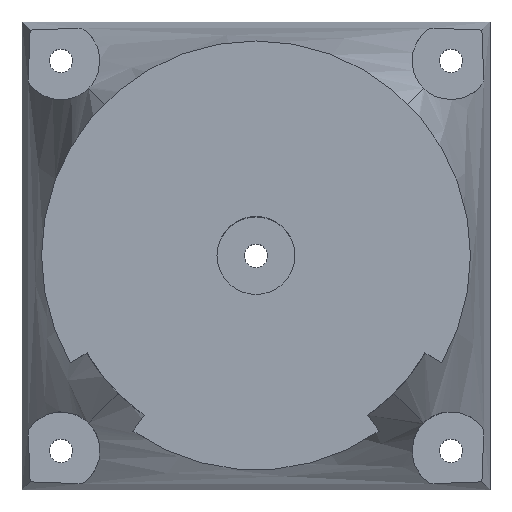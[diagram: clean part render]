
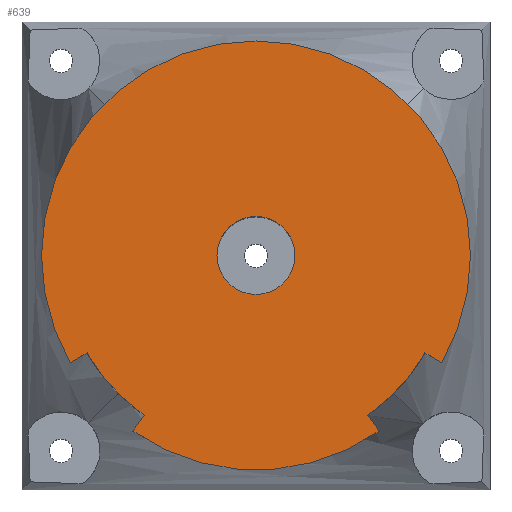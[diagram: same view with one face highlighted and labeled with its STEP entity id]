
A CAD part, top view. The second image highlights one B-rep face of the part: STEP entity #639.
In plain terms, the highlighted planar face has unit normal (0, 0, 1).
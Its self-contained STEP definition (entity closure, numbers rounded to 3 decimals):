
#17=FACE_BOUND('',#124,.T.);
#66=PLANE('',#694);
#86=FACE_OUTER_BOUND('',#123,.T.);
#123=EDGE_LOOP('',(#486,#487,#488,#489,#490,#491,#492,#493));
#124=EDGE_LOOP('',(#494));
#159=CIRCLE('',#679,50.);
#161=CIRCLE('',#692,50.);
#163=CIRCLE('',#695,55.);
#164=CIRCLE('',#696,55.);
#165=CIRCLE('',#697,10.);
#191=LINE('',#922,#233);
#196=LINE('',#936,#238);
#202=LINE('',#981,#244);
#206=LINE('',#990,#248);
#233=VECTOR('',#753,10.);
#238=VECTOR('',#762,10.);
#244=VECTOR('',#778,10.);
#248=VECTOR('',#784,10.);
#274=VERTEX_POINT('',#913);
#275=VERTEX_POINT('',#915);
#277=VERTEX_POINT('',#921);
#280=VERTEX_POINT('',#934);
#290=VERTEX_POINT('',#978);
#291=VERTEX_POINT('',#980);
#294=VERTEX_POINT('',#987);
#295=VERTEX_POINT('',#989);
#305=VERTEX_POINT('',#1082);
#334=EDGE_CURVE('',#275,#274,#159,.T.);
#337=EDGE_CURVE('',#277,#275,#191,.T.);
#343=EDGE_CURVE('',#274,#280,#196,.T.);
#355=EDGE_CURVE('',#291,#290,#202,.T.);
#359=EDGE_CURVE('',#295,#294,#206,.T.);
#365=EDGE_CURVE('',#294,#291,#161,.T.);
#376=EDGE_CURVE('',#280,#295,#163,.T.);
#377=EDGE_CURVE('',#290,#277,#164,.T.);
#378=EDGE_CURVE('',#305,#305,#165,.T.);
#486=ORIENTED_EDGE('',*,*,#337,.T.);
#487=ORIENTED_EDGE('',*,*,#334,.T.);
#488=ORIENTED_EDGE('',*,*,#343,.T.);
#489=ORIENTED_EDGE('',*,*,#376,.T.);
#490=ORIENTED_EDGE('',*,*,#359,.T.);
#491=ORIENTED_EDGE('',*,*,#365,.T.);
#492=ORIENTED_EDGE('',*,*,#355,.T.);
#493=ORIENTED_EDGE('',*,*,#377,.T.);
#494=ORIENTED_EDGE('',*,*,#378,.T.);
#639=ADVANCED_FACE('',(#86,#17),#66,.T.);
#679=AXIS2_PLACEMENT_3D('',#916,#747,#748);
#692=AXIS2_PLACEMENT_3D('',#1005,#794,#795);
#694=AXIS2_PLACEMENT_3D('',#1079,#803,#804);
#695=AXIS2_PLACEMENT_3D('',#1080,#805,#806);
#696=AXIS2_PLACEMENT_3D('',#1081,#807,#808);
#697=AXIS2_PLACEMENT_3D('',#1083,#809,#810);
#747=DIRECTION('center_axis',(0.,0.,1.));
#748=DIRECTION('ref_axis',(-1.,0.,0.));
#753=DIRECTION('',(-0.574,0.819,0.));
#762=DIRECTION('',(0.866,-0.5,0.));
#778=DIRECTION('',(-0.574,-0.819,0.));
#784=DIRECTION('',(0.866,0.5,0.));
#794=DIRECTION('center_axis',(0.,0.,1.));
#795=DIRECTION('ref_axis',(-1.,0.,0.));
#803=DIRECTION('center_axis',(0.,0.,1.));
#804=DIRECTION('ref_axis',(1.,0.,0.));
#805=DIRECTION('center_axis',(0.,0.,1.));
#806=DIRECTION('ref_axis',(1.,0.,0.));
#807=DIRECTION('center_axis',(0.,0.,1.));
#808=DIRECTION('ref_axis',(1.,0.,0.));
#809=DIRECTION('center_axis',(0.,0.,-1.));
#810=DIRECTION('ref_axis',(-1.,0.,0.));
#913=CARTESIAN_POINT('',(43.301,-25.,81.));
#915=CARTESIAN_POINT('',(28.679,-40.958,81.));
#916=CARTESIAN_POINT('Origin',(0.,0.,81.));
#921=CARTESIAN_POINT('',(31.547,-45.053,81.));
#922=CARTESIAN_POINT('',(15.773,-22.527,81.));
#934=CARTESIAN_POINT('',(47.631,-27.5,81.));
#936=CARTESIAN_POINT('',(21.651,-12.5,81.));
#978=CARTESIAN_POINT('',(-31.547,-45.053,81.));
#980=CARTESIAN_POINT('',(-28.679,-40.958,81.));
#981=CARTESIAN_POINT('',(-14.339,-20.479,81.));
#987=CARTESIAN_POINT('',(-43.301,-25.,81.));
#989=CARTESIAN_POINT('',(-47.631,-27.5,81.));
#990=CARTESIAN_POINT('',(-23.816,-13.75,81.));
#1005=CARTESIAN_POINT('Origin',(0.,0.,81.));
#1079=CARTESIAN_POINT('Origin',(0.,0.,
81.));
#1080=CARTESIAN_POINT('Origin',(0.,0.,81.));
#1081=CARTESIAN_POINT('Origin',(0.,0.,81.));
#1082=CARTESIAN_POINT('',(10.,0.,81.));
#1083=CARTESIAN_POINT('Origin',(0.,0.,81.));
